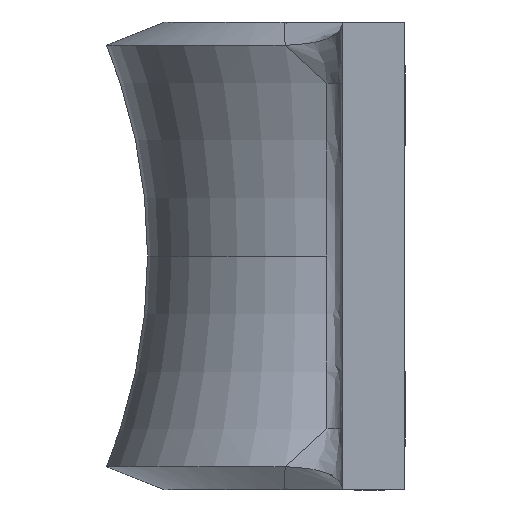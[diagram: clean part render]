
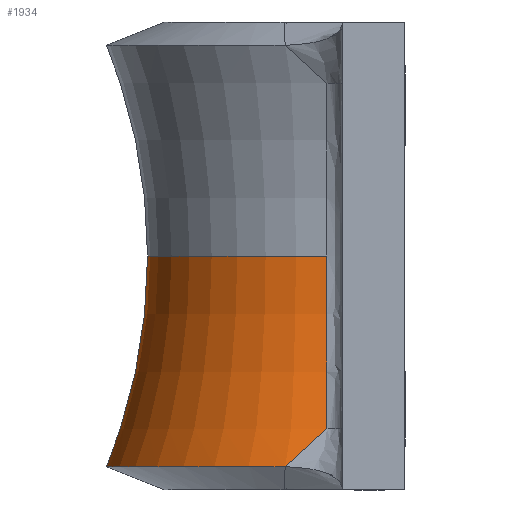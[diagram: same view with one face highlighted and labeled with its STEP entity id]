
A CAD part, left-side view. The second image highlights one B-rep face of the part: STEP entity #1934.
In plain terms, the highlighted toroidal (fillet/blend) face has major radius 9.5 mm and minor radius 7.2 mm.
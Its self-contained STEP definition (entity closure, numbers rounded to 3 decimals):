
#36 = ORIENTED_EDGE ( 'NONE', *, *, #411, .T. ) ;
#68 = ORIENTED_EDGE ( 'NONE', *, *, #1241, .T. ) ;
#98 = DIRECTION ( 'NONE',  ( 0., -1., 0. ) ) ;
#113 = CARTESIAN_POINT ( 'NONE',  ( -2.649, 1., -2.213 ) ) ;
#210 = VERTEX_POINT ( 'NONE', #860 ) ;
#213 = CARTESIAN_POINT ( 'NONE',  ( 9.5, 1., 0. ) ) ;
#225 = EDGE_LOOP ( 'NONE', ( #1540, #68, #1842, #36, #856, #1691 ) ) ;
#278 = CIRCLE ( 'NONE', #810, 7.2 ) ;
#295 = VERTEX_POINT ( 'NONE', #1890 ) ;
#325 = EDGE_CURVE ( 'NONE', #210, #723, #1640, .T. ) ;
#344 = CARTESIAN_POINT ( 'NONE',  ( 2.649, 1., -2.213 ) ) ;
#354 = CARTESIAN_POINT ( 'NONE',  ( 2.774, 1.536, -2.7 ) ) ;
#411 = EDGE_CURVE ( 'NONE', #1145, #723, #1862, .T. ) ;
#419 = CARTESIAN_POINT ( 'NONE',  ( 0., 1., -2.7 ) ) ;
#474 = CARTESIAN_POINT ( 'NONE',  ( -9.5, 1., 0. ) ) ;
#502 = DIRECTION ( 'NONE',  ( 0., 0., -1. ) ) ;
#503 = DIRECTION ( 'NONE',  ( -1., 0., 0. ) ) ;
#545 = DIRECTION ( 'NONE',  ( 0., 1., 0. ) ) ;
#552 = AXIS2_PLACEMENT_3D ( 'NONE', #419, #1717, #545 ) ;
#585 = AXIS2_PLACEMENT_3D ( 'NONE', #213, #811, #1855 ) ;
#651 = EDGE_CURVE ( 'NONE', #902, #210, #1535, .T. ) ;
#701 = CARTESIAN_POINT ( 'NONE',  ( -2.649, 1., -2.213 ) ) ;
#723 = VERTEX_POINT ( 'NONE', #1181 ) ;
#796 = VERTEX_POINT ( 'NONE', #1263 ) ;
#808 = AXIS2_PLACEMENT_3D ( 'NONE', #1388, #1846, #503 ) ;
#810 = AXIS2_PLACEMENT_3D ( 'NONE', #474, #98, #921 ) ;
#811 = DIRECTION ( 'NONE',  ( 0., 1., 0. ) ) ;
#835 = CARTESIAN_POINT ( 'NONE',  ( 2.699, 1.176, -2.37 ) ) ;
#854 = CARTESIAN_POINT ( 'NONE',  ( -2.774, 1.536, -2.7 ) ) ;
#856 = ORIENTED_EDGE ( 'NONE', *, *, #325, .F. ) ;
#860 = CARTESIAN_POINT ( 'NONE',  ( -2.774, 1.536, -2.7 ) ) ;
#875 = CARTESIAN_POINT ( 'NONE',  ( -2.748, 1.402, -2.577 ) ) ;
#902 = VERTEX_POINT ( 'NONE', #113 ) ;
#913 = FACE_OUTER_BOUND ( 'NONE', #225, .T. ) ;
#921 = DIRECTION ( 'NONE',  ( 0., 0., -1. ) ) ;
#962 = AXIS2_PLACEMENT_3D ( 'NONE', #1221, #502, #1213 ) ;
#1019 = CARTESIAN_POINT ( 'NONE',  ( -2.661, 1.045, -2.253 ) ) ;
#1086 = CIRCLE ( 'NONE', #585, 7.2 ) ;
#1145 = VERTEX_POINT ( 'NONE', #344 ) ;
#1181 = CARTESIAN_POINT ( 'NONE',  ( 2.774, 1.536, -2.7 ) ) ;
#1213 = DIRECTION ( 'NONE',  ( -1., 0., 0. ) ) ;
#1221 = CARTESIAN_POINT ( 'NONE',  ( 0., 1., 0. ) ) ;
#1241 = EDGE_CURVE ( 'NONE', #295, #796, #1302, .T. ) ;
#1256 = EDGE_CURVE ( 'NONE', #1145, #796, #1086, .T. ) ;
#1263 = CARTESIAN_POINT ( 'NONE',  ( 2.3, 1., 0. ) ) ;
#1302 = CIRCLE ( 'NONE', #808, 2.3 ) ;
#1388 = CARTESIAN_POINT ( 'NONE',  ( 0., 1., 0. ) ) ;
#1397 = CARTESIAN_POINT ( 'NONE',  ( 2.649, 1., -2.213 ) ) ;
#1460 = TOROIDAL_SURFACE ( 'NONE', #962, 9.5, 7.2 ) ;
#1535 = B_SPLINE_CURVE_WITH_KNOTS ( 'NONE', 3,
 ( #701, #1019, #1883, #1611, #875, #1754, #854 ),
 .UNSPECIFIED., .F., .F.,
 ( 4, 1, 1, 1, 4 ),
 ( 0., 0.25, 0.5, 0.75, 1. ),
 .UNSPECIFIED. ) ;
#1540 = ORIENTED_EDGE ( 'NONE', *, *, #1647, .T. ) ;
#1543 = CARTESIAN_POINT ( 'NONE',  ( 2.74, 1.354, -2.532 ) ) ;
#1611 = CARTESIAN_POINT ( 'NONE',  ( -2.719, 1.268, -2.454 ) ) ;
#1640 = CIRCLE ( 'NONE', #552, 2.825 ) ;
#1647 = EDGE_CURVE ( 'NONE', #902, #295, #278, .T. ) ;
#1691 = ORIENTED_EDGE ( 'NONE', *, *, #651, .F. ) ;
#1717 = DIRECTION ( 'NONE',  ( 0., 0., -1. ) ) ;
#1754 = CARTESIAN_POINT ( 'NONE',  ( -2.765, 1.491, -2.659 ) ) ;
#1842 = ORIENTED_EDGE ( 'NONE', *, *, #1256, .F. ) ;
#1846 = DIRECTION ( 'NONE',  ( 0., 0., -1. ) ) ;
#1855 = DIRECTION ( 'NONE',  ( 0., 0., -1. ) ) ;
#1862 = B_SPLINE_CURVE_WITH_KNOTS ( 'NONE', 3,
 ( #1397, #835, #1543, #354 ),
 .UNSPECIFIED., .F., .F.,
 ( 4, 4 ),
 ( 0., 1. ),
 .UNSPECIFIED. ) ;
#1883 = CARTESIAN_POINT ( 'NONE',  ( -2.685, 1.134, -2.333 ) ) ;
#1890 = CARTESIAN_POINT ( 'NONE',  ( -2.3, 1., 0. ) ) ;
#1934 = ADVANCED_FACE ( 'NONE', ( #913 ), #1460, .F. ) ;
